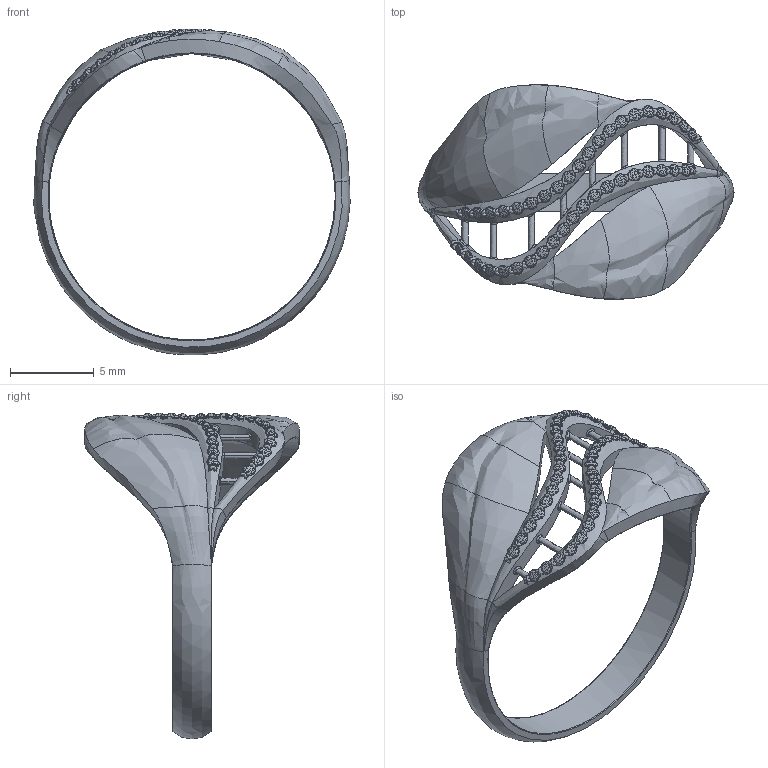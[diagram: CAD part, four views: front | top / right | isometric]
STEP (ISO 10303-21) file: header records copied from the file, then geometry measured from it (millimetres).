
FILE_DESCRIPTION(('FreeCAD Model'),'2;1');
FILE_NAME('Open CASCADE Shape Model','2025-05-04T07:01:50',('FreeCAD'),( 'FreeCAD'),'Open CASCADE STEP processor 7.6','FreeCAD','Unknown');
FILE_SCHEMA(('AUTOMOTIVE_DESIGN { 1 0 10303 214 1 1 1 1 }'));
Products named in the file (1): Open CASCADE STEP translator 7.6 1
Bounding box: 18.84 x 12.78 x 19.41 mm (x, y, z)
Volume: 7.9 mm3; surface area: 807.5 mm2
Topology: 124 solids, 129 shells, 11881 faces, 21111 edges, 9301 vertices
Faces by surface type: bspline 11881
Entity records: 310165 total; most frequent: CARTESIAN_POINT 170202, ORIENTED_EDGE 41845, EDGE_CURVE 20935, B_SPLINE_CURVE_WITH_KNOTS 20460, FACE_BOUND 11900, EDGE_LOOP 11900, ADVANCED_FACE 11881, B_SPLINE_SURFACE_WITH_KNOTS 11468
